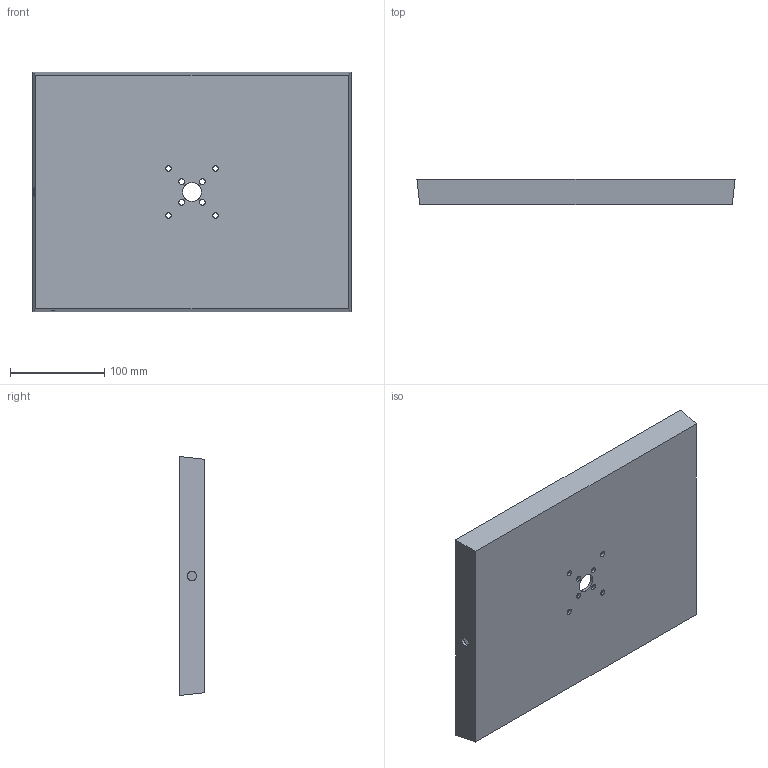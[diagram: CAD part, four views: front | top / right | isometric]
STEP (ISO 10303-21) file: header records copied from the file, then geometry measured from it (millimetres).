
FILE_DESCRIPTION(/* description */ (''),/* implementation_level */ '2;1');
FILE_NAME(/* name */ 'Tablette',/* time_stamp */ '2019-03-15T10:17:50+01:00',/* author */ (''),/* organization */ (''),/* preprocessor_version */ 'ST-DEVELOPER v16.5',/* originating_system */ '',/* authorisation */ '');
FILE_SCHEMA (('AUTOMOTIVE_DESIGN { 1 0 10303 214 3 1 1 }'));
Length unit declared in the file: centimetre
Products named in the file (1): none
Bounding box: 338 x 27 x 254 mm (x, y, z)
Surface area: 306066.2 mm2 (no closed solid volume)
Topology: 0 solids, 120 shells, 120 faces, 669 edges, 650 vertices
Faces by surface type: plane 101, bspline 10, cylinder 9
Full cylindrical faces by diameter (mm): 6 x8, 20 x1
Entity records: 8017 total; most frequent: CARTESIAN_POINT 2901, DIRECTION 737, ORIENTED_EDGE 688, EDGE_CURVE 669, VERTEX_POINT 650, LINE 479, VECTOR 479, B_SPLINE_CURVE_WITH_KNOTS 172
